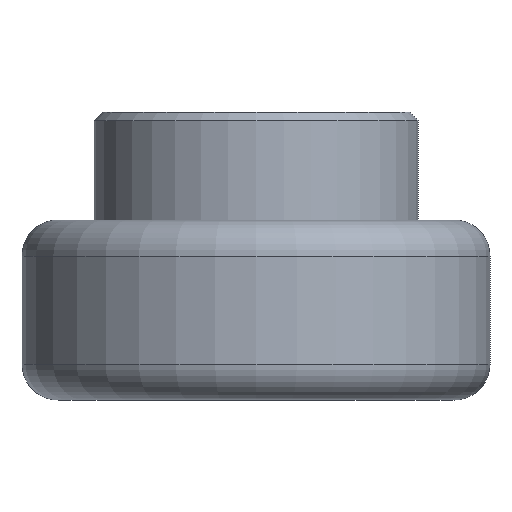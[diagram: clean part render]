
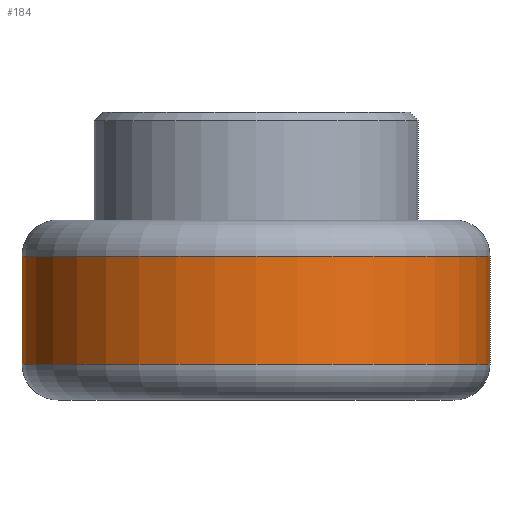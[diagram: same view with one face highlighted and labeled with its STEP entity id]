
A CAD part, front view. The second image highlights one B-rep face of the part: STEP entity #184.
In plain terms, the highlighted cylindrical face has radius 13 mm (diameter 26 mm), a full revolution.
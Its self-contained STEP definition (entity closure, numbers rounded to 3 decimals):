
#138 = VERTEX_POINT('',#139);
#139 = CARTESIAN_POINT('',(13.,0.,8.));
#146 = EDGE_CURVE('',#138,#138,#147,.T.);
#147 = CIRCLE('',#148,13.);
#148 = AXIS2_PLACEMENT_3D('',#149,#150,#151);
#149 = CARTESIAN_POINT('',(0.,0.,8.));
#150 = DIRECTION('',(0.,0.,1.));
#151 = DIRECTION('',(1.,0.,0.));
#184 = ADVANCED_FACE('',(#185),#204,.T.);
#185 = FACE_BOUND('',#186,.F.);
#186 = EDGE_LOOP('',(#187,#195,#196,#197));
#187 = ORIENTED_EDGE('',*,*,#188,.T.);
#188 = EDGE_CURVE('',#189,#138,#191,.T.);
#189 = VERTEX_POINT('',#190);
#190 = CARTESIAN_POINT('',(13.,0.,2.));
#191 = LINE('',#192,#193);
#192 = CARTESIAN_POINT('',(13.,0.,0.));
#193 = VECTOR('',#194,1.);
#194 = DIRECTION('',(0.,0.,1.));
#195 = ORIENTED_EDGE('',*,*,#146,.T.);
#196 = ORIENTED_EDGE('',*,*,#188,.F.);
#197 = ORIENTED_EDGE('',*,*,#198,.F.);
#198 = EDGE_CURVE('',#189,#189,#199,.T.);
#199 = CIRCLE('',#200,13.);
#200 = AXIS2_PLACEMENT_3D('',#201,#202,#203);
#201 = CARTESIAN_POINT('',(0.,0.,2.));
#202 = DIRECTION('',(0.,0.,1.));
#203 = DIRECTION('',(1.,0.,0.));
#204 = CYLINDRICAL_SURFACE('',#205,13.);
#205 = AXIS2_PLACEMENT_3D('',#206,#207,#208);
#206 = CARTESIAN_POINT('',(0.,0.,0.));
#207 = DIRECTION('',(-0.,-0.,-1.));
#208 = DIRECTION('',(1.,0.,0.));
